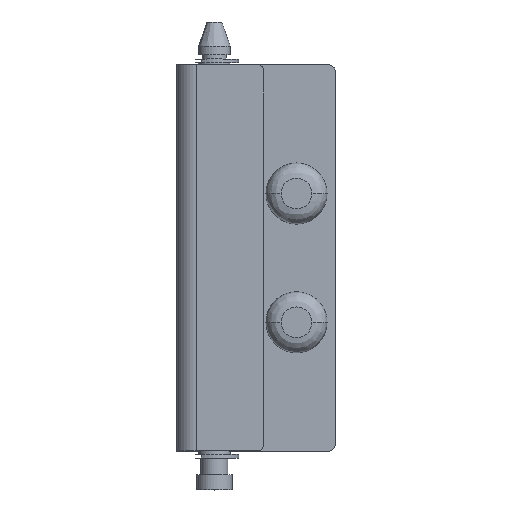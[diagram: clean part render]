
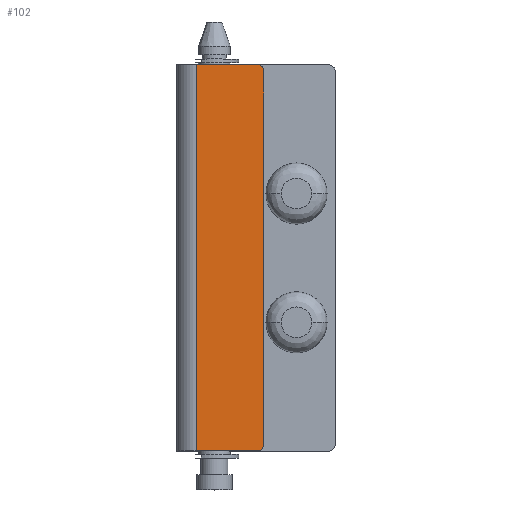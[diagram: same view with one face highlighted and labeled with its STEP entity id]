
A CAD part, top view. The second image highlights one B-rep face of the part: STEP entity #102.
In plain terms, the highlighted planar face has unit normal (0, 0, 1).
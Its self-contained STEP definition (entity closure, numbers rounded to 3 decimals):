
#102=ADVANCED_FACE('',(#325),#3417,.T.);
#325=FACE_OUTER_BOUND('',#552,.T.);
#552=EDGE_LOOP('',(#959,#960,#961,#962,#963,#964));
#959=ORIENTED_EDGE('',*,*,#1920,.F.);
#960=ORIENTED_EDGE('',*,*,#1915,.F.);
#961=ORIENTED_EDGE('',*,*,#1918,.T.);
#962=ORIENTED_EDGE('',*,*,#1975,.T.);
#963=ORIENTED_EDGE('',*,*,#1919,.T.);
#964=ORIENTED_EDGE('',*,*,#1977,.T.);
#1915=EDGE_CURVE('',#3149,#3150,#3001,.T.);
#1918=EDGE_CURVE('',#3149,#3179,#2363,.T.);
#1919=EDGE_CURVE('',#3181,#3180,#2364,.T.);
#1920=EDGE_CURVE('',#3150,#3182,#2365,.T.);
#1975=EDGE_CURVE('',#3179,#3181,#2639,.T.);
#1977=EDGE_CURVE('',#3180,#3182,#2641,.T.);
#2363=B_SPLINE_CURVE_WITH_KNOTS('',1,(#6168,#6169),.UNSPECIFIED.,.F.,.F.,
(2,2),(-56.1,-46.6),.UNSPECIFIED.);
#2364=B_SPLINE_CURVE_WITH_KNOTS('',1,(#6170,#6171),.UNSPECIFIED.,.F.,.F.,
(2,2),(1.,59.),.UNSPECIFIED.);
#2365=B_SPLINE_CURVE_WITH_KNOTS('',1,(#6172,#6173),.UNSPECIFIED.,.F.,.F.,
(2,2),(-56.1,-46.6),.UNSPECIFIED.);
#2639=TRIMMED_CURVE($,#2850,(#6302),(#6303),.T.,.CARTESIAN.);
#2641=TRIMMED_CURVE($,#2852,(#6308),(#6309),.T.,.CARTESIAN.);
#2850=CIRCLE('',#3856,1.);
#2852=CIRCLE('',#3858,1.);
#3001=(
BOUNDED_CURVE()
B_SPLINE_CURVE(1,(#6161,#6162),.UNSPECIFIED.,.F.,.F.)
B_SPLINE_CURVE_WITH_KNOTS((2,2),(0.,60.),.UNSPECIFIED.)
CURVE()
GEOMETRIC_REPRESENTATION_ITEM()
RATIONAL_B_SPLINE_CURVE((1.,1.))
REPRESENTATION_ITEM('')
);
#3149=VERTEX_POINT('',#6062);
#3150=VERTEX_POINT('',#6063);
#3179=VERTEX_POINT('',#6092);
#3180=VERTEX_POINT('',#6093);
#3181=VERTEX_POINT('',#6094);
#3182=VERTEX_POINT('',#6095);
#3417=PLANE('',#3806);
#3806=AXIS2_PLACEMENT_3D('',#6018,#4271,$);
#3856=AXIS2_PLACEMENT_3D($,#6301,#4344,#4345);
#3858=AXIS2_PLACEMENT_3D($,#6307,#4348,#4349);
#4271=DIRECTION('',(0.,0.,1.));
#4344=DIRECTION('',(0.,0.,1.));
#4345=DIRECTION('',(0.,-1.,0.));
#4348=DIRECTION('',(0.,0.,1.));
#4349=DIRECTION('',(1.,0.,0.));
#6018=CARTESIAN_POINT('',(-14.156,-30.,4.298));
#6062=CARTESIAN_POINT('',(-14.156,-30.,4.298));
#6063=CARTESIAN_POINT('',(-14.156,30.,4.298));
#6092=CARTESIAN_POINT('',(-4.656,-30.,4.298));
#6093=CARTESIAN_POINT('',(-3.656,29.,4.298));
#6094=CARTESIAN_POINT('',(-3.656,-29.,4.298));
#6095=CARTESIAN_POINT('',(-4.656,30.,4.298));
#6161=CARTESIAN_POINT('',(-14.156,-30.,4.298));
#6162=CARTESIAN_POINT('',(-14.156,30.,4.298));
#6168=CARTESIAN_POINT('',(-14.156,-30.,4.298));
#6169=CARTESIAN_POINT('',(-4.656,-30.,4.298));
#6170=CARTESIAN_POINT('',(-3.656,-29.,4.298));
#6171=CARTESIAN_POINT('',(-3.656,29.,4.298));
#6172=CARTESIAN_POINT('',(-14.156,30.,4.298));
#6173=CARTESIAN_POINT('',(-4.656,30.,4.298));
#6301=CARTESIAN_POINT('',(-4.656,-29.,4.298));
#6302=CARTESIAN_POINT('',(-4.656,-30.,4.298));
#6303=CARTESIAN_POINT('',(-3.656,-29.,4.298));
#6307=CARTESIAN_POINT('',(-4.656,29.,4.298));
#6308=CARTESIAN_POINT('',(-3.656,29.,4.298));
#6309=CARTESIAN_POINT('',(-4.656,30.,4.298));
